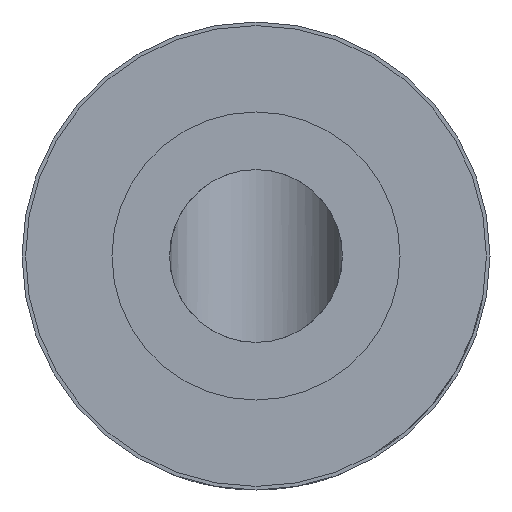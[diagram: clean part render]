
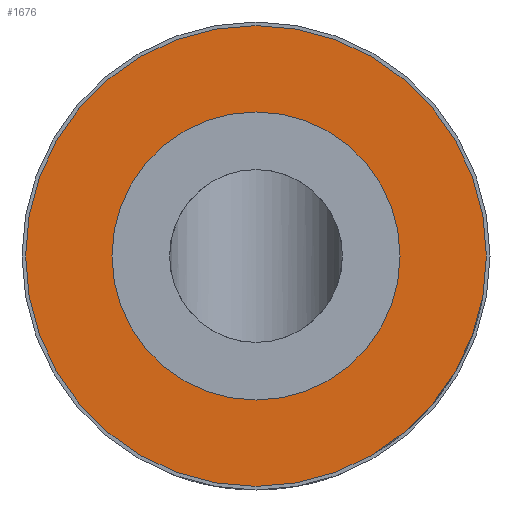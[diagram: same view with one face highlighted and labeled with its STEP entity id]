
A CAD part, front view. The second image highlights one B-rep face of the part: STEP entity #1676.
In plain terms, the highlighted planar face has unit normal (0, -1, 0).
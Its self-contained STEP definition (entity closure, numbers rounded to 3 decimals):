
#152 = VERTEX_POINT ( 'NONE', #2493 ) ;
#246 = EDGE_LOOP ( 'NONE', ( #5764, #3895 ) ) ;
#336 = CIRCLE ( 'NONE', #2066, 16. ) ;
#729 = DIRECTION ( 'NONE',  ( 0., 0., -1. ) ) ;
#820 = CARTESIAN_POINT ( 'NONE',  ( 0., 0., 0. ) ) ;
#879 = VERTEX_POINT ( 'NONE', #5638 ) ;
#1217 = AXIS2_PLACEMENT_3D ( 'NONE', #820, #4453, #1869 ) ;
#1409 = EDGE_LOOP ( 'NONE', ( #3455, #2074 ) ) ;
#1413 = EDGE_CURVE ( 'NONE', #152, #5213, #3271, .T. ) ;
#1676 = ADVANCED_FACE ( 'NONE', ( #3846, #5457 ), #5895, .T. ) ;
#1817 = DIRECTION ( 'NONE',  ( 0., -1., 0. ) ) ;
#1838 = DIRECTION ( 'NONE',  ( 0., -1., 0. ) ) ;
#1869 = DIRECTION ( 'NONE',  ( 0., 0., -1. ) ) ;
#1872 = CARTESIAN_POINT ( 'NONE',  ( 0., 0., 0. ) ) ;
#1950 = CARTESIAN_POINT ( 'NONE',  ( 0., 0., 16. ) ) ;
#1963 = CIRCLE ( 'NONE', #4778, 16. ) ;
#2066 = AXIS2_PLACEMENT_3D ( 'NONE', #2895, #1817, #729 ) ;
#2074 = ORIENTED_EDGE ( 'NONE', *, *, #1413, .F. ) ;
#2126 = CARTESIAN_POINT ( 'NONE',  ( 0., 0., 0. ) ) ;
#2315 = EDGE_CURVE ( 'NONE', #5213, #152, #5525, .T. ) ;
#2493 = CARTESIAN_POINT ( 'NONE',  ( 0., 0., 10. ) ) ;
#2607 = AXIS2_PLACEMENT_3D ( 'NONE', #1872, #1838, #2917 ) ;
#2881 = CARTESIAN_POINT ( 'NONE',  ( 0., 0., -10. ) ) ;
#2895 = CARTESIAN_POINT ( 'NONE',  ( 0., 0., 0. ) ) ;
#2917 = DIRECTION ( 'NONE',  ( 0., 0., -1. ) ) ;
#3090 = EDGE_CURVE ( 'NONE', #879, #4357, #1963, .T. ) ;
#3271 = CIRCLE ( 'NONE', #4904, 10. ) ;
#3455 = ORIENTED_EDGE ( 'NONE', *, *, #2315, .F. ) ;
#3792 = DIRECTION ( 'NONE',  ( 0., 0., -1. ) ) ;
#3846 = FACE_BOUND ( 'NONE', #1409, .T. ) ;
#3895 = ORIENTED_EDGE ( 'NONE', *, *, #4232, .T. ) ;
#4232 = EDGE_CURVE ( 'NONE', #4357, #879, #336, .T. ) ;
#4357 = VERTEX_POINT ( 'NONE', #1950 ) ;
#4453 = DIRECTION ( 'NONE',  ( 0., -1., 0. ) ) ;
#4778 = AXIS2_PLACEMENT_3D ( 'NONE', #2126, #5753, #3792 ) ;
#4904 = AXIS2_PLACEMENT_3D ( 'NONE', #5098, #6614, #5635 ) ;
#5098 = CARTESIAN_POINT ( 'NONE',  ( 0., 0., 0. ) ) ;
#5213 = VERTEX_POINT ( 'NONE', #2881 ) ;
#5457 = FACE_OUTER_BOUND ( 'NONE', #246, .T. ) ;
#5525 = CIRCLE ( 'NONE', #2607, 10. ) ;
#5635 = DIRECTION ( 'NONE',  ( 0., 0., -1. ) ) ;
#5638 = CARTESIAN_POINT ( 'NONE',  ( 0., 0., -16. ) ) ;
#5753 = DIRECTION ( 'NONE',  ( 0., -1., 0. ) ) ;
#5764 = ORIENTED_EDGE ( 'NONE', *, *, #3090, .T. ) ;
#5895 = PLANE ( 'NONE',  #1217 ) ;
#6614 = DIRECTION ( 'NONE',  ( 0., -1., 0. ) ) ;
